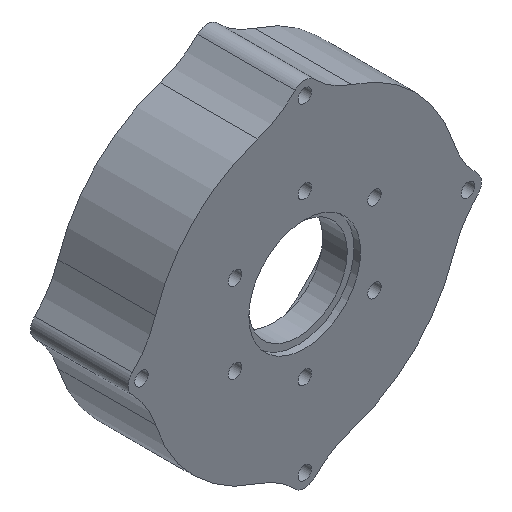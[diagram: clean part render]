
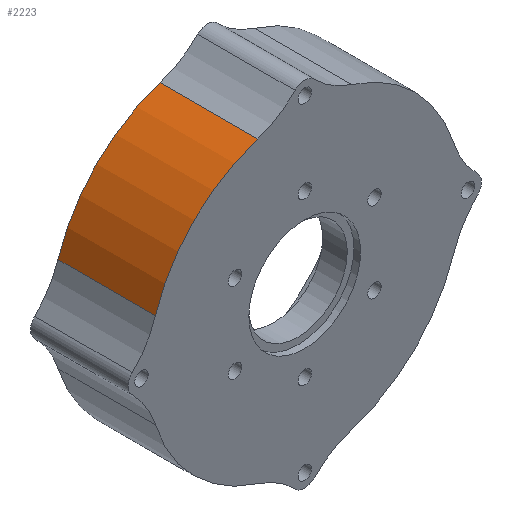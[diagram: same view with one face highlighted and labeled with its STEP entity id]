
A CAD part, isometric view. The second image highlights one B-rep face of the part: STEP entity #2223.
In plain terms, the highlighted cylindrical face has radius 35 mm (diameter 70 mm), a partial arc.
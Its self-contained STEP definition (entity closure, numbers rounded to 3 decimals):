
#18=LINE('',#3620,#118);
#28=LINE('',#3716,#128);
#118=VECTOR('',#2796,10.);
#128=VECTOR('',#2906,10.);
#304=FACE_OUTER_BOUND('',#460,.T.);
#460=EDGE_LOOP('',(#1505,#1506,#1507,#1508));
#634=CIRCLE('',#2418,35.);
#646=CIRCLE('',#2434,35.);
#848=VERTEX_POINT('',#3616);
#849=VERTEX_POINT('',#3618);
#875=VERTEX_POINT('',#3687);
#885=VERTEX_POINT('',#3715);
#1089=EDGE_CURVE('',#849,#848,#18,.T.);
#1122=EDGE_CURVE('',#875,#849,#634,.T.);
#1135=EDGE_CURVE('',#885,#875,#28,.T.);
#1136=EDGE_CURVE('',#848,#885,#646,.T.);
#1505=ORIENTED_EDGE('',*,*,#1089,.F.);
#1506=ORIENTED_EDGE('',*,*,#1122,.F.);
#1507=ORIENTED_EDGE('',*,*,#1135,.F.);
#1508=ORIENTED_EDGE('',*,*,#1136,.F.);
#2097=CYLINDRICAL_SURFACE('',#2433,35.);
#2223=ADVANCED_FACE('',(#304),#2097,.T.);
#2418=AXIS2_PLACEMENT_3D('',#3689,#2873,#2874);
#2433=AXIS2_PLACEMENT_3D('',#3714,#2904,#2905);
#2434=AXIS2_PLACEMENT_3D('',#3717,#2907,#2908);
#2796=DIRECTION('',(0.,1.,0.));
#2873=DIRECTION('center_axis',(0.,-1.,0.));
#2874=DIRECTION('ref_axis',(1.,0.,0.));
#2904=DIRECTION('center_axis',(0.,1.,0.));
#2905=DIRECTION('ref_axis',(1.,0.,0.));
#2906=DIRECTION('',(0.,-1.,0.));
#2907=DIRECTION('center_axis',(0.,1.,0.));
#2908=DIRECTION('ref_axis',(-1.,0.,0.));
#3616=CARTESIAN_POINT('',(-33.372,14.8,10.55));
#3618=CARTESIAN_POINT('',(-33.372,-7.,10.55));
#3620=CARTESIAN_POINT('',(-33.372,0.,10.55));
#3687=CARTESIAN_POINT('',(-10.55,-7.,33.372));
#3689=CARTESIAN_POINT('Origin',(0.,-7.,0.));
#3714=CARTESIAN_POINT('Origin',(0.,0.,0.));
#3715=CARTESIAN_POINT('',(-10.55,14.8,33.372));
#3716=CARTESIAN_POINT('',(-10.55,0.,33.372));
#3717=CARTESIAN_POINT('Origin',(0.,14.8,0.));
